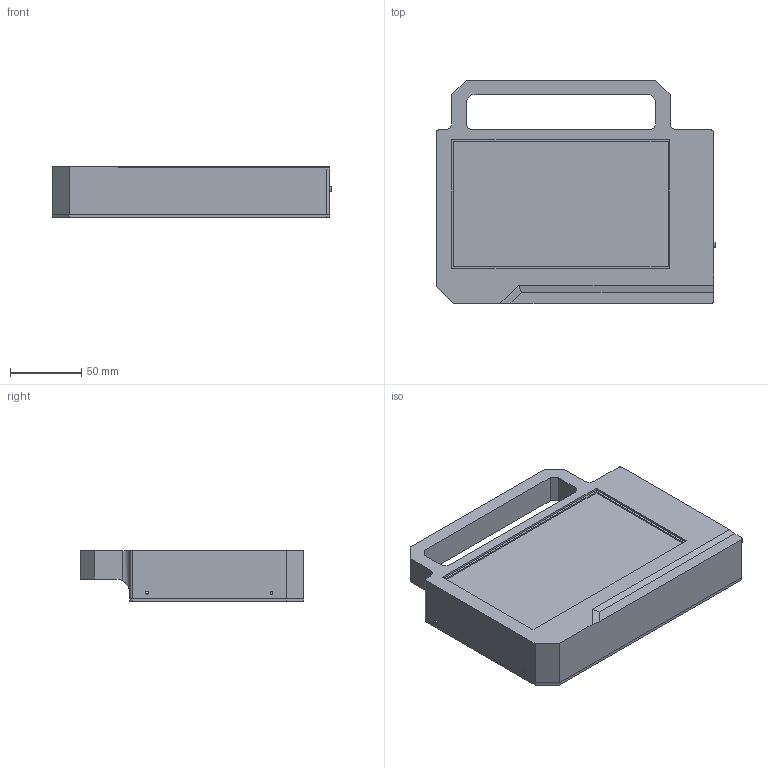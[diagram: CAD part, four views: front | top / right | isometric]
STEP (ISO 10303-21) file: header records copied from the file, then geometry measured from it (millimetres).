
FILE_DESCRIPTION(/* description */ (''),/* implementation_level */ '2;1');
FILE_NAME(/* name */ 'PORTABLE DISPLAY v20.step',/* time_stamp */ '2024-11-11T20:24:10+05:30',/* author */ (''),/* organization */ (''),/* preprocessor_version */ 'ST-DEVELOPER v20',/* originating_system */ 'Autodesk Translation Framework v13.20.0.188',/* authorisation */ '');
FILE_SCHEMA (('AUTOMOTIVE_DESIGN { 1 0 10303 214 3 1 1 }'));
Length unit declared in the file: millimetre
Products named in the file (8): PORTABLE DISPLAY; DISPLAY; body; bat; type c; SW (1); Screen Holder; LID
Assembly tree (7 placements, depth 3):
  PORTABLE DISPLAY
    DISPLAY
    body
    bat
    type c
      SW (1)
    Screen Holder
    LID
Bounding box: 196.54 x 157.3 x 35.75 mm (x, y, z)
Volume: 392859.4 mm3; surface area: 198150 mm2
Topology: 9 solids, 9 shells, 400 faces, 1018 edges, 668 vertices
Faces by surface type: plane 309, cylinder 86, torus 4, cone 1
Full cylindrical faces by diameter (mm): 0.3 x2, 1.25 x4, 1.8 x2, 2 x9, 2.4 x1, 3 x2, 3.5 x1, 5 x1, 5.2 x7, 5.5 x1, 8 x2
Entity records: 12428 total; most frequent: CARTESIAN_POINT 2145, ORIENTED_EDGE 2044, DIRECTION 2031, EDGE_CURVE 1022, LINE 835, VECTOR 835, VERTEX_POINT 672, AXIS2_PLACEMENT_3D 598
